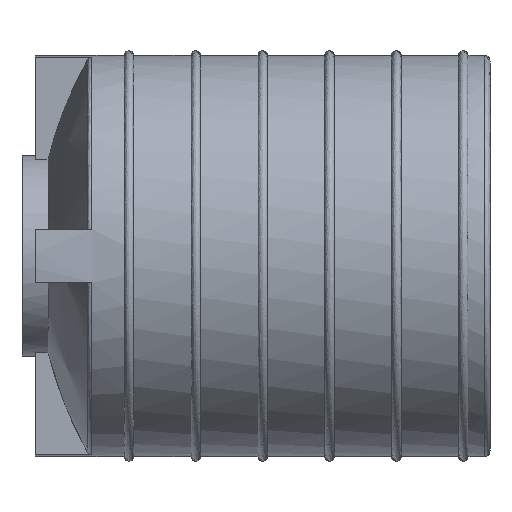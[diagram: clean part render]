
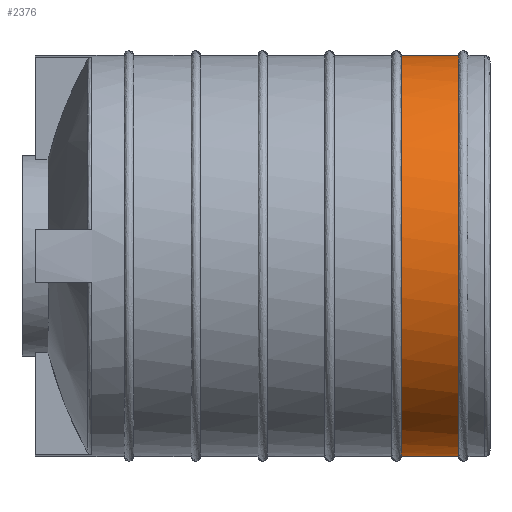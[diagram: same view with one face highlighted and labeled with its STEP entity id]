
A CAD part, left-side view. The second image highlights one B-rep face of the part: STEP entity #2376.
In plain terms, the highlighted free-form (B-spline) face has degree [2, 1] with [5, 2] control points.
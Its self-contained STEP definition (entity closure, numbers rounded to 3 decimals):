
#2376 = ADVANCED_FACE('',(#2377),#2413,.T.);
#2377 = FACE_BOUND('',#2378,.T.);
#2378 = EDGE_LOOP('',(#2379,#2391,#2398,#2408));
#2379 = ORIENTED_EDGE('',*,*,#2380,.F.);
#2380 = EDGE_CURVE('',#2381,#2383,#2385,.T.);
#2381 = VERTEX_POINT('',#2382);
#2382 = CARTESIAN_POINT('',(0.,122.12,
    -779.49));
#2383 = VERTEX_POINT('',#2384);
#2384 = CARTESIAN_POINT('',(0.,122.12,
    779.49));
#2385 = ( BOUNDED_CURVE() B_SPLINE_CURVE(2,(#2386,#2387,#2388,#2389,
#2390),.UNSPECIFIED.,.F.,.F.) B_SPLINE_CURVE_WITH_KNOTS((3,2,3),(
    0.,1.571,3.142),
.PIECEWISE_BEZIER_KNOTS.) CURVE() GEOMETRIC_REPRESENTATION_ITEM() 
RATIONAL_B_SPLINE_CURVE((1.,0.707,1.,0.707,1.)) 
REPRESENTATION_ITEM('') );
#2386 = CARTESIAN_POINT('',(0.,122.12,
    -779.49));
#2387 = CARTESIAN_POINT('',(-779.49,122.12,
    -779.49));
#2388 = CARTESIAN_POINT('',(-779.49,122.12,
    0.));
#2389 = CARTESIAN_POINT('',(-779.49,122.12,
    779.49));
#2390 = CARTESIAN_POINT('',(0.,122.12,
    779.49));
#2391 = ORIENTED_EDGE('',*,*,#2392,.F.);
#2392 = EDGE_CURVE('',#2393,#2381,#2395,.T.);
#2393 = VERTEX_POINT('',#2394);
#2394 = CARTESIAN_POINT('',(0.,345.574,
    -779.49));
#2395 = B_SPLINE_CURVE_WITH_KNOTS('',1,(#2396,#2397),.UNSPECIFIED.,.F.,
  .F.,(2,2),(0.,215.),.PIECEWISE_BEZIER_KNOTS.);
#2396 = CARTESIAN_POINT('',(0.,345.574,-779.49));
#2397 = CARTESIAN_POINT('',(0.,122.12,-779.49));
#2398 = ORIENTED_EDGE('',*,*,#2399,.F.);
#2399 = EDGE_CURVE('',#2400,#2393,#2402,.T.);
#2400 = VERTEX_POINT('',#2401);
#2401 = CARTESIAN_POINT('',(0.,345.574,
    779.49));
#2402 = ( BOUNDED_CURVE() B_SPLINE_CURVE(2,(#2403,#2404,#2405,#2406,
#2407),.UNSPECIFIED.,.F.,.F.) B_SPLINE_CURVE_WITH_KNOTS((3,2,3),(0.,
1.571,3.142),.PIECEWISE_BEZIER_KNOTS.) CURVE() 
GEOMETRIC_REPRESENTATION_ITEM() RATIONAL_B_SPLINE_CURVE((1.,
0.707,1.,0.707,1.)) REPRESENTATION_ITEM('') );
#2403 = CARTESIAN_POINT('',(0.,345.574,
    779.49));
#2404 = CARTESIAN_POINT('',(-779.49,345.574,
    779.49));
#2405 = CARTESIAN_POINT('',(-779.49,345.574,
    0.));
#2406 = CARTESIAN_POINT('',(-779.49,345.574,
    -779.49));
#2407 = CARTESIAN_POINT('',(0.,345.574,
    -779.49));
#2408 = ORIENTED_EDGE('',*,*,#2409,.F.);
#2409 = EDGE_CURVE('',#2383,#2400,#2410,.T.);
#2410 = B_SPLINE_CURVE_WITH_KNOTS('',1,(#2411,#2412),.UNSPECIFIED.,.F.,
  .F.,(2,2),(0.,215.),.PIECEWISE_BEZIER_KNOTS.);
#2411 = CARTESIAN_POINT('',(0.,122.12,779.49));
#2412 = CARTESIAN_POINT('',(0.,345.574,779.49));
#2413 = ( BOUNDED_SURFACE() B_SPLINE_SURFACE(2,1,(
    (#2414,#2415)
    ,(#2416,#2417)
    ,(#2418,#2419)
    ,(#2420,#2421)
    ,(#2422,#2423
)),.UNSPECIFIED.,.F.,.F.,.F.) B_SPLINE_SURFACE_WITH_KNOTS((3,2,3),(2,2),
  (0.,1.571,3.142),(0.,215.),.PIECEWISE_BEZIER_KNOTS.) 
GEOMETRIC_REPRESENTATION_ITEM() RATIONAL_B_SPLINE_SURFACE((
    (1.,1.)
    ,(0.707,0.707)
    ,(1.,1.)
    ,(0.707,0.707)
,(1.,1.))) REPRESENTATION_ITEM('') SURFACE() );
#2414 = CARTESIAN_POINT('',(0.,345.574,
    -779.49));
#2415 = CARTESIAN_POINT('',(0.,122.12,
    -779.49));
#2416 = CARTESIAN_POINT('',(-779.49,345.574,
    -779.49));
#2417 = CARTESIAN_POINT('',(-779.49,122.12,-779.49
    ));
#2418 = CARTESIAN_POINT('',(-779.49,345.574,
    0.));
#2419 = CARTESIAN_POINT('',(-779.49,122.12,
    0.));
#2420 = CARTESIAN_POINT('',(-779.49,345.574,
    779.49));
#2421 = CARTESIAN_POINT('',(-779.49,122.12,
    779.49));
#2422 = CARTESIAN_POINT('',(0.,345.574,
    779.49));
#2423 = CARTESIAN_POINT('',(0.,122.12,
    779.49));
